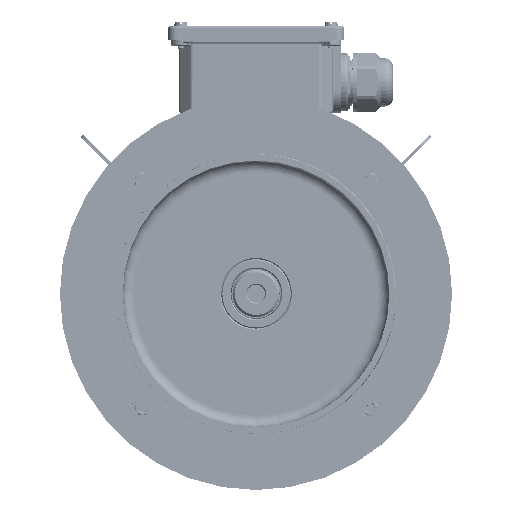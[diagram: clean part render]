
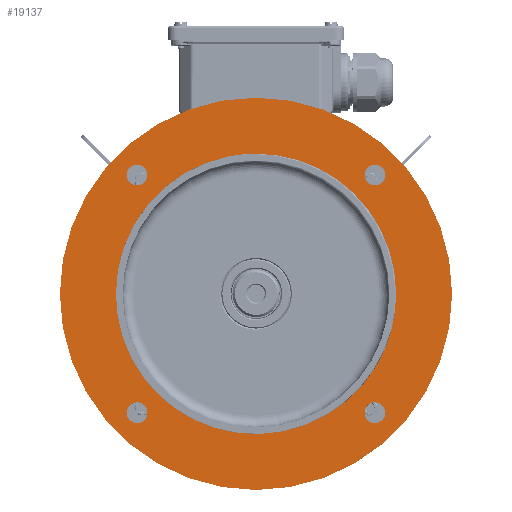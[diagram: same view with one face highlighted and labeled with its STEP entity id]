
A CAD part, top view. The second image highlights one B-rep face of the part: STEP entity #19137.
In plain terms, the highlighted planar face has unit normal (0, 0, 1).
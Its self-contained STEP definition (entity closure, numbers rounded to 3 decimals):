
#10045=PLANE('',#145160);
#12372=FACE_BOUND('',#36257,.T.);
#12373=FACE_BOUND('',#36258,.T.);
#12374=FACE_BOUND('',#36259,.T.);
#12375=FACE_BOUND('',#36260,.T.);
#12376=FACE_BOUND('',#36261,.T.);
#12377=FACE_BOUND('',#36262,.T.);
#19137=ADVANCED_FACE('',(#12372,#12373,#12374,#12375,#12376,#12377),#10045,
 .T.);
#36257=EDGE_LOOP('',(#90583,#90584));
#36258=EDGE_LOOP('',(#90585,#90586));
#36259=EDGE_LOOP('',(#90587,#90588));
#36260=EDGE_LOOP('',(#90589,#90590));
#36261=EDGE_LOOP('',(#90591,#90592));
#36262=EDGE_LOOP('',(#90593,#90594));
#90583=ORIENTED_EDGE('',*,*,#127380,.F.);
#90584=ORIENTED_EDGE('',*,*,#127379,.F.);
#90585=ORIENTED_EDGE('',*,*,#127376,.F.);
#90586=ORIENTED_EDGE('',*,*,#127375,.F.);
#90587=ORIENTED_EDGE('',*,*,#127372,.F.);
#90588=ORIENTED_EDGE('',*,*,#127371,.F.);
#90589=ORIENTED_EDGE('',*,*,#127528,.F.);
#90590=ORIENTED_EDGE('',*,*,#127383,.F.);
#90591=ORIENTED_EDGE('',*,*,#127449,.T.);
#90592=ORIENTED_EDGE('',*,*,#127529,.T.);
#90593=ORIENTED_EDGE('',*,*,#127454,.F.);
#90594=ORIENTED_EDGE('',*,*,#127527,.F.);
#109510=VERTEX_POINT('',#265722);
#109511=VERTEX_POINT('',#265724);
#109512=VERTEX_POINT('',#265730);
#109513=VERTEX_POINT('',#265732);
#109514=VERTEX_POINT('',#265738);
#109515=VERTEX_POINT('',#265740);
#109516=VERTEX_POINT('',#265746);
#109517=VERTEX_POINT('',#265748);
#109576=VERTEX_POINT('',#265891);
#109577=VERTEX_POINT('',#265893);
#109581=VERTEX_POINT('',#265926);
#109582=VERTEX_POINT('',#265928);
#127371=EDGE_CURVE('',#109511,#109510,#136038,.T.);
#127372=EDGE_CURVE('',#109510,#109511,#136039,.T.);
#127375=EDGE_CURVE('',#109513,#109512,#136040,.T.);
#127376=EDGE_CURVE('',#109512,#109513,#136041,.T.);
#127379=EDGE_CURVE('',#109515,#109514,#136042,.T.);
#127380=EDGE_CURVE('',#109514,#109515,#136043,.T.);
#127383=EDGE_CURVE('',#109517,#109516,#136044,.T.);
#127449=EDGE_CURVE('',#109577,#109576,#136079,.T.);
#127454=EDGE_CURVE('',#109581,#109582,#136081,.T.);
#127527=EDGE_CURVE('',#109582,#109581,#136121,.T.);
#127528=EDGE_CURVE('',#109516,#109517,#136122,.T.);
#127529=EDGE_CURVE('',#109576,#109577,#136123,.T.);
#136038=CIRCLE('',#145019,9.25);
#136039=CIRCLE('',#145021,9.25);
#136040=CIRCLE('',#145023,9.25);
#136041=CIRCLE('',#145025,9.25);
#136042=CIRCLE('',#145027,9.25);
#136043=CIRCLE('',#145029,9.25);
#136044=CIRCLE('',#145031,9.25);
#136079=CIRCLE('',#145084,175.);
#136081=CIRCLE('',#145087,125.);
#136121=CIRCLE('',#145156,125.);
#136122=CIRCLE('',#145158,9.25);
#136123=CIRCLE('',#145159,175.);
#145019=AXIS2_PLACEMENT_3D('',#265725,#171173,#171174);
#145021=AXIS2_PLACEMENT_3D('',#265727,#171177,#171178);
#145023=AXIS2_PLACEMENT_3D('',#265733,#171183,#171184);
#145025=AXIS2_PLACEMENT_3D('',#265735,#171187,#171188);
#145027=AXIS2_PLACEMENT_3D('',#265741,#171193,#171194);
#145029=AXIS2_PLACEMENT_3D('',#265743,#171197,#171198);
#145031=AXIS2_PLACEMENT_3D('',#265749,#171203,#171204);
#145084=AXIS2_PLACEMENT_3D('',#265892,#171340,#171341);
#145087=AXIS2_PLACEMENT_3D('',#265927,#171348,#171349);
#145156=AXIS2_PLACEMENT_3D('',#266154,#171510,#171511);
#145158=AXIS2_PLACEMENT_3D('',#266156,#171514,#171515);
#145159=AXIS2_PLACEMENT_3D('',#266157,#171516,#171517);
#145160=AXIS2_PLACEMENT_3D('',#266158,#171518,#171519);
#171173=DIRECTION('',(0.,0.,1.));
#171174=DIRECTION('',(1.,0.,0.));
#171177=DIRECTION('',(0.,0.,1.));
#171178=DIRECTION('',(1.,0.,0.));
#171183=DIRECTION('',(0.,0.,1.));
#171184=DIRECTION('',(1.,0.,0.));
#171187=DIRECTION('',(0.,0.,1.));
#171188=DIRECTION('',(1.,0.,0.));
#171193=DIRECTION('',(0.,0.,1.));
#171194=DIRECTION('',(1.,0.,0.));
#171197=DIRECTION('',(0.,0.,1.));
#171198=DIRECTION('',(1.,0.,0.));
#171203=DIRECTION('',(0.,0.,1.));
#171204=DIRECTION('',(1.,0.,0.));
#171340=DIRECTION('',(0.,0.,1.));
#171341=DIRECTION('',(1.,0.,0.));
#171348=DIRECTION('',(0.,0.,1.));
#171349=DIRECTION('',(1.,0.,0.));
#171510=DIRECTION('',(0.,0.,1.));
#171511=DIRECTION('',(1.,0.,0.));
#171514=DIRECTION('',(0.,0.,1.));
#171515=DIRECTION('',(1.,0.,0.));
#171516=DIRECTION('',(0.,0.,1.));
#171517=DIRECTION('',(1.,0.,0.));
#171518=DIRECTION('',(0.,0.,1.));
#171519=DIRECTION('',(-1.,0.,0.));
#265722=CARTESIAN_POINT('',(-96.816,103.484,213.457));
#265724=CARTESIAN_POINT('',(-115.316,103.484,213.457));
#265725=CARTESIAN_POINT('',(-106.066,103.484,213.457));
#265727=CARTESIAN_POINT('',(-106.066,103.484,213.457));
#265730=CARTESIAN_POINT('',(-96.816,-108.648,213.457));
#265732=CARTESIAN_POINT('',(-115.316,-108.648,213.457));
#265733=CARTESIAN_POINT('',(-106.066,-108.648,213.457));
#265735=CARTESIAN_POINT('',(-106.066,-108.648,213.457));
#265738=CARTESIAN_POINT('',(115.316,-108.648,213.457));
#265740=CARTESIAN_POINT('',(96.816,-108.648,213.457));
#265741=CARTESIAN_POINT('',(106.066,-108.648,213.457));
#265743=CARTESIAN_POINT('',(106.066,-108.648,213.457));
#265746=CARTESIAN_POINT('',(115.316,103.484,213.457));
#265748=CARTESIAN_POINT('',(96.816,103.484,213.457));
#265749=CARTESIAN_POINT('',(106.066,103.484,213.457));
#265891=CARTESIAN_POINT('',(-175.,-2.582,213.457));
#265892=CARTESIAN_POINT('',(0.,-2.582,213.457));
#265893=CARTESIAN_POINT('',(175.,-2.582,213.457));
#265926=CARTESIAN_POINT('',(125.,-2.582,213.457));
#265927=CARTESIAN_POINT('',(0.,-2.582,213.457));
#265928=CARTESIAN_POINT('',(-125.,-2.582,213.457));
#266154=CARTESIAN_POINT('',(0.,-2.582,213.457));
#266156=CARTESIAN_POINT('',(106.066,103.484,213.457));
#266157=CARTESIAN_POINT('',(0.,-2.582,213.457));
#266158=CARTESIAN_POINT('',(0.,-231.817,213.457));
